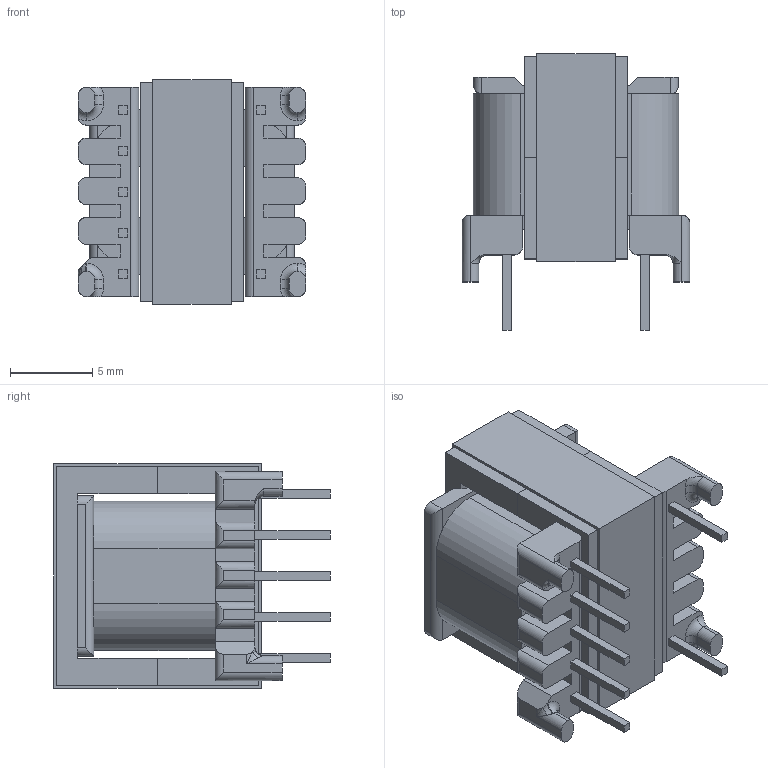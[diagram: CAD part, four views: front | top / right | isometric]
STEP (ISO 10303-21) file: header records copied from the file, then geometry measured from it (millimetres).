
FILE_DESCRIPTION (( 'STEP AP214' ), '1' );
FILE_NAME ('EE13-6-6_2860_MP7-8-9.STEP', '2021-05-06T21:22:28', ( '' ), ( '' ), 'SwSTEP 2.0', 'SolidWorks 2017', '' );
FILE_SCHEMA (( 'AUTOMOTIVE_DESIGN' ));
Length unit declared in the file: inch
Products named in the file (5): 070-2860_coil; 150-0560_6J; EE13-6-6_2860_MP7-8-9; 070-2860_6G; 440-9986-0560
Assembly tree (5 placements, depth 2):
  EE13-6-6_2860_MP7-8-9
    070-2860_6G
    070-2860_coil
    150-0560_6J  x2
    440-9986-0560
Bounding box: 13.82 x 16.78 x 13.63 mm (x, y, z)
Volume: 1586.2 mm3; surface area: 3144.3 mm2
Topology: 5 solids, 5 shells, 240 faces, 620 edges, 397 vertices
Faces by surface type: plane 157, cylinder 69, torus 11, bspline 3
Entity records: 7845 total; most frequent: CARTESIAN_POINT 1377, ORIENTED_EDGE 1166, DIRECTION 1106, EDGE_CURVE 583, LINE 438, VECTOR 438, VERTEX_POINT 373, AXIS2_PLACEMENT_3D 334
